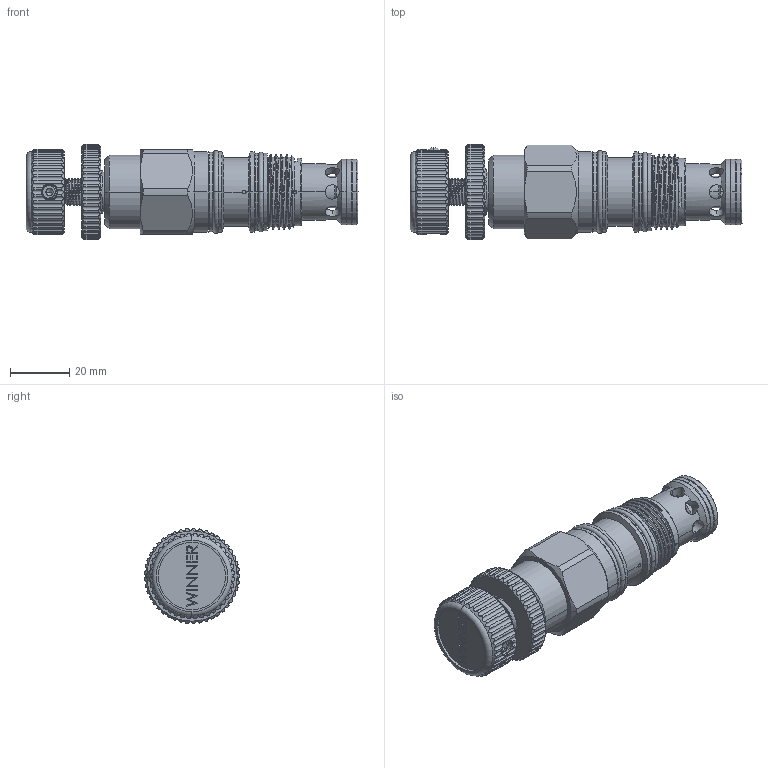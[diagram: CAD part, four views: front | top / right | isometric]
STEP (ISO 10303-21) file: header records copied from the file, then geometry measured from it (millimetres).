
FILE_DESCRIPTION (( 'STEP AP203' ), '1' );
FILE_NAME ('RV2A3G-K.STEP', '2020-03-24T05:49:01', ( '' ), ( '' ), 'SwSTEP 2.0', 'SolidWorks 2018', '' );
FILE_SCHEMA (( 'CONFIG_CONTROL_DESIGN' ));
Products named in the file (1): RV2A3G-K
Bounding box: 112.4 x 32.18 x 32.2 mm (x, y, z)
Volume: 53930.3 mm3; surface area: 19792.3 mm2
Topology: 9 solids, 9 shells, 1380 faces, 3949 edges, 2523 vertices
Faces by surface type: cylinder 863, plane 230, cone 123, torus 92, bspline 64, sphere 8
Entity records: 100186 total; most frequent: CARTESIAN_POINT 66636, ORIENTED_EDGE 7838, DIRECTION 5638, EDGE_CURVE 3919, VERTEX_POINT 2520, AXIS2_PLACEMENT_3D 2143, EDGE_LOOP 1793, B_SPLINE_CURVE_WITH_KNOTS 1560
